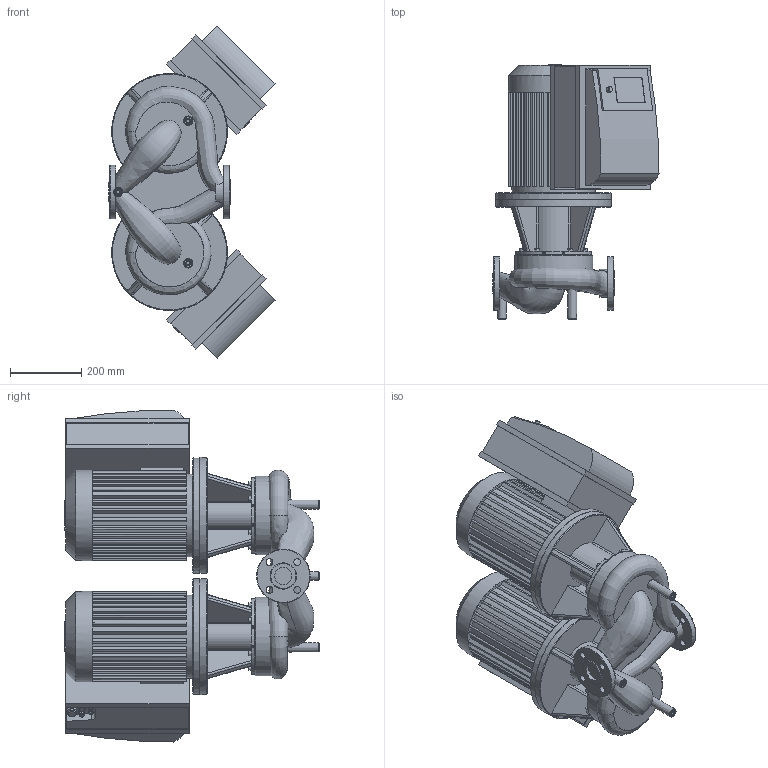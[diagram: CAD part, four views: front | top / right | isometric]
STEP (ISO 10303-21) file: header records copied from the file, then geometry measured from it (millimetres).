
FILE_DESCRIPTION(/* description */ (''),/* implementation_level */ '2;1');
FILE_NAME(/* name */ '3d_DL-E40_170-5_5_2R1-2159458.stp',/* time_stamp */ '2016-12-21T12:01:17+01:00',/* author */ ('Andrzej'),/* organization */ (''),/* preprocessor_version */ 'ST-DEVELOPER v15.5',/* originating_system */ 'AutoCAD Mechanical',/* authorisation */ '');
FILE_SCHEMA (('AUTOMOTIVE_DESIGN { 1 0 10303 214 3 1 1 }'));
Length unit declared in the file: millimetre
Products named in the file (1): Product
Bounding box: 465.57 x 712.5 x 931.14 mm (x, y, z)
Volume: 86194660.5 mm3; surface area: 3516071.7 mm2
Topology: 21 solids, 21 shells, 1258 faces, 3167 edges, 2022 vertices
Faces by surface type: plane 890, cylinder 233, bspline 86, torus 34, cone 15
Full cylindrical faces by diameter (mm): 10 x7, 13 x16, 14 x8, 15 x2, 18 x2, 19 x8, 20 x2, 22 x2, 25 x2, 48.3 x2, 78.3 x1, 80 x2, 150 x2, 220 x2, 234 x2, 254 x2, 325 x4
Entity records: 55003 total; most frequent: CARTESIAN_POINT 25282, DIRECTION 6076, ORIENTED_EDGE 6050, EDGE_CURVE 3025, AXIS2_PLACEMENT_3D 2103, VERTEX_POINT 1995, LINE 1870, VECTOR 1870
